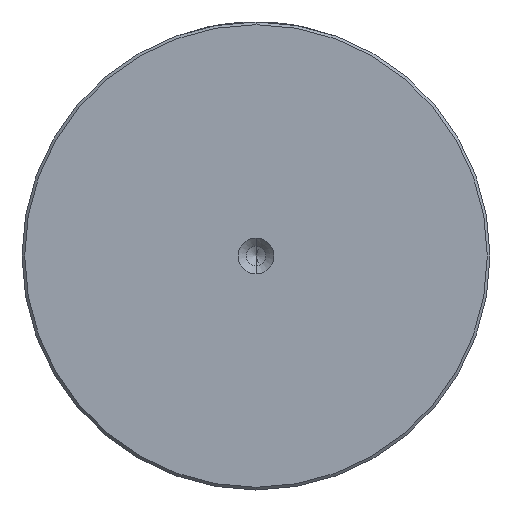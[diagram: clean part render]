
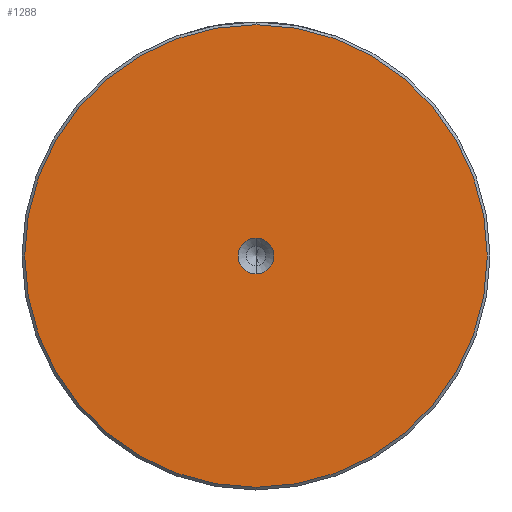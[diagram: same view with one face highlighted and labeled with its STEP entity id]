
A CAD part, left-side view. The second image highlights one B-rep face of the part: STEP entity #1288.
In plain terms, the highlighted planar face has unit normal (-1, 0, 0).
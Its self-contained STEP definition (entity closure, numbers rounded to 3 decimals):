
#56 = DIRECTION ( 'NONE',  ( 0., 0., 1. ) ) ;
#195 = CARTESIAN_POINT ( 'NONE',  ( 0., 0., -42.5 ) ) ;
#203 = EDGE_CURVE ( 'NONE', #1086, #2758, #2714, .T. ) ;
#227 = EDGE_LOOP ( 'NONE', ( #558, #956 ) ) ;
#446 = CARTESIAN_POINT ( 'NONE',  ( 0., 0., 0. ) ) ;
#496 = CARTESIAN_POINT ( 'NONE',  ( 0., 0., 0. ) ) ;
#530 = VERTEX_POINT ( 'NONE', #195 ) ;
#558 = ORIENTED_EDGE ( 'NONE', *, *, #2675, .F. ) ;
#589 = AXIS2_PLACEMENT_3D ( 'NONE', #2762, #1461, #56 ) ;
#683 = DIRECTION ( 'NONE',  ( -1., 0., 0. ) ) ;
#727 = DIRECTION ( 'NONE',  ( 0., 0., 1. ) ) ;
#850 = CARTESIAN_POINT ( 'NONE',  ( 0., 0., 0. ) ) ;
#865 = AXIS2_PLACEMENT_3D ( 'NONE', #496, #2088, #727 ) ;
#910 = DIRECTION ( 'NONE',  ( 0., 0., 1. ) ) ;
#956 = ORIENTED_EDGE ( 'NONE', *, *, #203, .F. ) ;
#976 = DIRECTION ( 'NONE',  ( -1., 0., 0. ) ) ;
#1001 = CARTESIAN_POINT ( 'NONE',  ( 0., 0., 3.3 ) ) ;
#1086 = VERTEX_POINT ( 'NONE', #1782 ) ;
#1096 = DIRECTION ( 'NONE',  ( 0., 0., 1. ) ) ;
#1201 = EDGE_CURVE ( 'NONE', #2327, #530, #2505, .T. ) ;
#1208 = PLANE ( 'NONE',  #589 ) ;
#1276 = AXIS2_PLACEMENT_3D ( 'NONE', #446, #683, #910 ) ;
#1288 = ADVANCED_FACE ( 'NONE', ( #1867, #2446 ), #1208, .T. ) ;
#1461 = DIRECTION ( 'NONE',  ( -1., 0., 0. ) ) ;
#1717 = CIRCLE ( 'NONE', #865, 3.3 ) ;
#1782 = CARTESIAN_POINT ( 'NONE',  ( 0., 0., -3.3 ) ) ;
#1867 = FACE_OUTER_BOUND ( 'NONE', #2491, .T. ) ;
#1870 = AXIS2_PLACEMENT_3D ( 'NONE', #2305, #976, #2523 ) ;
#2088 = DIRECTION ( 'NONE',  ( -1., 0., 0. ) ) ;
#2116 = CIRCLE ( 'NONE', #2311, 42.5 ) ;
#2180 = CARTESIAN_POINT ( 'NONE',  ( 0., 0., 42.5 ) ) ;
#2305 = CARTESIAN_POINT ( 'NONE',  ( 0., 0., 0. ) ) ;
#2311 = AXIS2_PLACEMENT_3D ( 'NONE', #850, #2409, #1096 ) ;
#2327 = VERTEX_POINT ( 'NONE', #2180 ) ;
#2353 = EDGE_CURVE ( 'NONE', #530, #2327, #2116, .T. ) ;
#2409 = DIRECTION ( 'NONE',  ( -1., 0., 0. ) ) ;
#2446 = FACE_BOUND ( 'NONE', #227, .T. ) ;
#2491 = EDGE_LOOP ( 'NONE', ( #2740, #2701 ) ) ;
#2505 = CIRCLE ( 'NONE', #1870, 42.5 ) ;
#2523 = DIRECTION ( 'NONE',  ( 0., 0., 1. ) ) ;
#2675 = EDGE_CURVE ( 'NONE', #2758, #1086, #1717, .T. ) ;
#2701 = ORIENTED_EDGE ( 'NONE', *, *, #1201, .T. ) ;
#2714 = CIRCLE ( 'NONE', #1276, 3.3 ) ;
#2740 = ORIENTED_EDGE ( 'NONE', *, *, #2353, .T. ) ;
#2758 = VERTEX_POINT ( 'NONE', #1001 ) ;
#2762 = CARTESIAN_POINT ( 'NONE',  ( 0., 0., 0. ) ) ;
